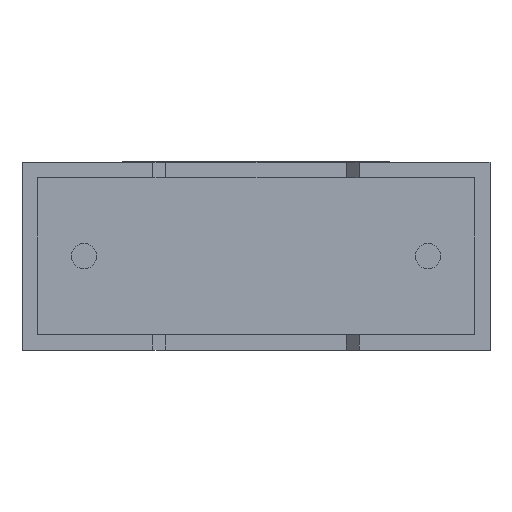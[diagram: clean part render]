
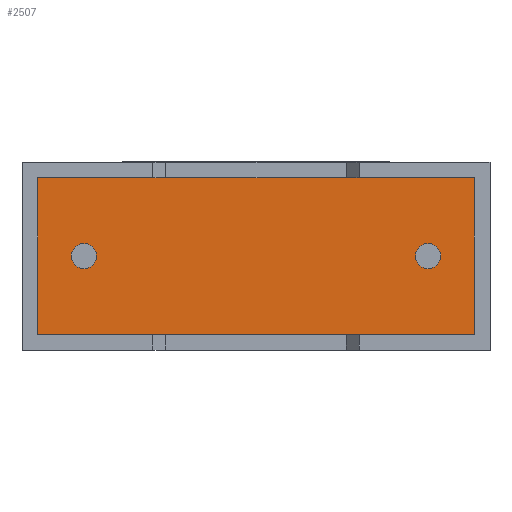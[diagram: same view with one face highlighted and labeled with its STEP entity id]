
A CAD part, front view. The second image highlights one B-rep face of the part: STEP entity #2507.
In plain terms, the highlighted planar face has unit normal (0, -1, 0).
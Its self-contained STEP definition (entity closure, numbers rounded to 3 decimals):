
#32 = LINE ( 'NONE', #72, #2721 ) ;
#65 = EDGE_CURVE ( 'NONE', #1590, #107, #634, .T. ) ;
#72 = CARTESIAN_POINT ( 'NONE',  ( 0.34, 0.75, 0.34 ) ) ;
#95 = CARTESIAN_POINT ( 'NONE',  ( 8.85, 0.75, 2.05 ) ) ;
#105 = CARTESIAN_POINT ( 'NONE',  ( 0.34, 0.75, 3.76 ) ) ;
#107 = VERTEX_POINT ( 'NONE', #2728 ) ;
#168 = VECTOR ( 'NONE', #1581, 1000. ) ;
#305 = ORIENTED_EDGE ( 'NONE', *, *, #2692, .F. ) ;
#365 = EDGE_CURVE ( 'NONE', #2821, #2918, #2194, .T. ) ;
#426 = VECTOR ( 'NONE', #2003, 1000. ) ;
#471 = EDGE_CURVE ( 'NONE', #1786, #604, #1286, .T. ) ;
#490 = AXIS2_PLACEMENT_3D ( 'NONE', #95, #1037, #1225 ) ;
#551 = PLANE ( 'NONE',  #2289 ) ;
#578 = ORIENTED_EDGE ( 'NONE', *, *, #1883, .F. ) ;
#604 = VERTEX_POINT ( 'NONE', #2805 ) ;
#622 = ORIENTED_EDGE ( 'NONE', *, *, #748, .F. ) ;
#634 = CIRCLE ( 'NONE', #490, 0.275 ) ;
#701 = DIRECTION ( 'NONE',  ( 0., -1., 0. ) ) ;
#748 = EDGE_CURVE ( 'NONE', #1612, #1930, #3001, .T. ) ;
#758 = AXIS2_PLACEMENT_3D ( 'NONE', #1440, #701, #3029 ) ;
#783 = DIRECTION ( 'NONE',  ( 0., -1., 0. ) ) ;
#790 = CARTESIAN_POINT ( 'NONE',  ( 9.86, 0.75, 0.34 ) ) ;
#847 = CARTESIAN_POINT ( 'NONE',  ( 9.86, 0.75, 0.34 ) ) ;
#878 = CARTESIAN_POINT ( 'NONE',  ( 1.35, 0.75, 1.775 ) ) ;
#1001 = CIRCLE ( 'NONE', #758, 0.275 ) ;
#1011 = FACE_OUTER_BOUND ( 'NONE', #1817, .T. ) ;
#1013 = CARTESIAN_POINT ( 'NONE',  ( 0.34, 0.75, 3.76 ) ) ;
#1037 = DIRECTION ( 'NONE',  ( 0., -1., 0. ) ) ;
#1161 = ORIENTED_EDGE ( 'NONE', *, *, #65, .F. ) ;
#1225 = DIRECTION ( 'NONE',  ( 0., 0., -1. ) ) ;
#1266 = CARTESIAN_POINT ( 'NONE',  ( 8.85, 0.75, 2.325 ) ) ;
#1286 = LINE ( 'NONE', #105, #426 ) ;
#1294 = CARTESIAN_POINT ( 'NONE',  ( 0., 0.75, 0. ) ) ;
#1308 = ORIENTED_EDGE ( 'NONE', *, *, #365, .T. ) ;
#1311 = VECTOR ( 'NONE', #1739, 1000. ) ;
#1352 = DIRECTION ( 'NONE',  ( 0., -1., 0. ) ) ;
#1440 = CARTESIAN_POINT ( 'NONE',  ( 1.35, 0.75, 2.05 ) ) ;
#1449 = EDGE_LOOP ( 'NONE', ( #1161, #578 ) ) ;
#1558 = EDGE_LOOP ( 'NONE', ( #305, #622 ) ) ;
#1581 = DIRECTION ( 'NONE',  ( -1., 0., 0. ) ) ;
#1590 = VERTEX_POINT ( 'NONE', #1266 ) ;
#1592 = CIRCLE ( 'NONE', #2474, 0.275 ) ;
#1612 = VERTEX_POINT ( 'NONE', #878 ) ;
#1664 = AXIS2_PLACEMENT_3D ( 'NONE', #2351, #1352, #3034 ) ;
#1733 = DIRECTION ( 'NONE',  ( 0., 0., -1. ) ) ;
#1739 = DIRECTION ( 'NONE',  ( 0., 0., 1. ) ) ;
#1786 = VERTEX_POINT ( 'NONE', #1013 ) ;
#1817 = EDGE_LOOP ( 'NONE', ( #2744, #2139, #1308, #2750 ) ) ;
#1877 = EDGE_CURVE ( 'NONE', #604, #2821, #32, .T. ) ;
#1883 = EDGE_CURVE ( 'NONE', #107, #1590, #1592, .T. ) ;
#1922 = CARTESIAN_POINT ( 'NONE',  ( 8.85, 0.75, 2.05 ) ) ;
#1930 = VERTEX_POINT ( 'NONE', #2013 ) ;
#1966 = DIRECTION ( 'NONE',  ( 1., 0., 0. ) ) ;
#2003 = DIRECTION ( 'NONE',  ( 0., 0., -1. ) ) ;
#2013 = CARTESIAN_POINT ( 'NONE',  ( 1.35, 0.75, 2.325 ) ) ;
#2139 = ORIENTED_EDGE ( 'NONE', *, *, #1877, .T. ) ;
#2194 = LINE ( 'NONE', #790, #1311 ) ;
#2251 = DIRECTION ( 'NONE',  ( 0., -1., 0. ) ) ;
#2289 = AXIS2_PLACEMENT_3D ( 'NONE', #1294, #2251, #2517 ) ;
#2351 = CARTESIAN_POINT ( 'NONE',  ( 1.35, 0.75, 2.05 ) ) ;
#2396 = FACE_BOUND ( 'NONE', #1558, .T. ) ;
#2400 = CARTESIAN_POINT ( 'NONE',  ( 9.86, 0.75, 3.76 ) ) ;
#2472 = LINE ( 'NONE', #2751, #168 ) ;
#2474 = AXIS2_PLACEMENT_3D ( 'NONE', #1922, #783, #1733 ) ;
#2507 = ADVANCED_FACE ( 'NONE', ( #2624, #1011, #2396 ), #551, .T. ) ;
#2517 = DIRECTION ( 'NONE',  ( 0., 0., -1. ) ) ;
#2600 = EDGE_CURVE ( 'NONE', #2918, #1786, #2472, .T. ) ;
#2624 = FACE_BOUND ( 'NONE', #1449, .T. ) ;
#2692 = EDGE_CURVE ( 'NONE', #1930, #1612, #1001, .T. ) ;
#2721 = VECTOR ( 'NONE', #1966, 1000. ) ;
#2728 = CARTESIAN_POINT ( 'NONE',  ( 8.85, 0.75, 1.775 ) ) ;
#2744 = ORIENTED_EDGE ( 'NONE', *, *, #471, .T. ) ;
#2750 = ORIENTED_EDGE ( 'NONE', *, *, #2600, .T. ) ;
#2751 = CARTESIAN_POINT ( 'NONE',  ( 9.86, 0.75, 3.76 ) ) ;
#2805 = CARTESIAN_POINT ( 'NONE',  ( 0.34, 0.75, 0.34 ) ) ;
#2821 = VERTEX_POINT ( 'NONE', #847 ) ;
#2918 = VERTEX_POINT ( 'NONE', #2400 ) ;
#3001 = CIRCLE ( 'NONE', #1664, 0.275 ) ;
#3029 = DIRECTION ( 'NONE',  ( 0., 0., -1. ) ) ;
#3034 = DIRECTION ( 'NONE',  ( 0., 0., -1. ) ) ;
